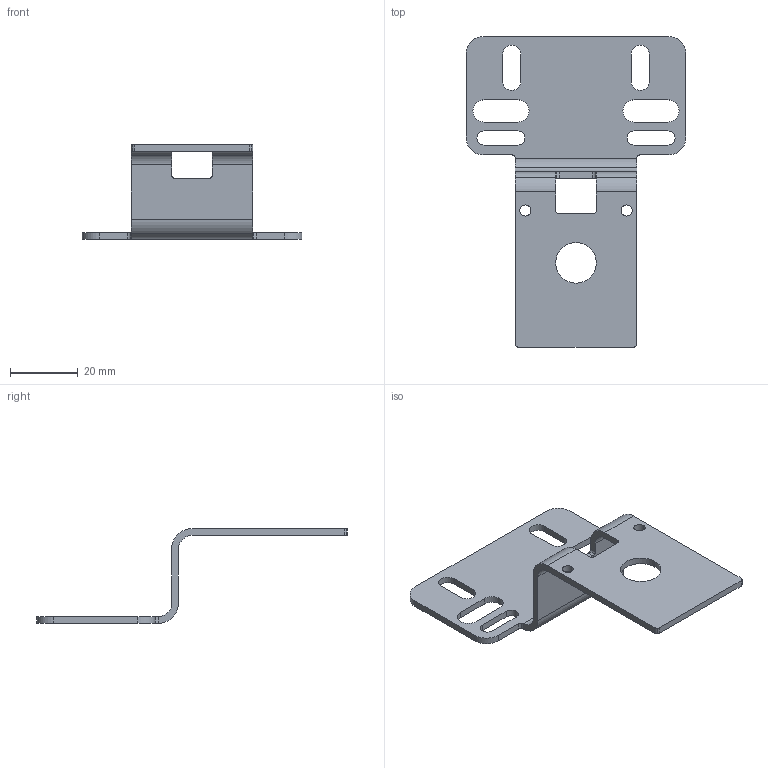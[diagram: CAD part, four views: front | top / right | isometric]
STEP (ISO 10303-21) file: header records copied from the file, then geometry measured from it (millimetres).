
FILE_DESCRIPTION (( 'STEP AP214' ), '1' );
FILE_NAME ('KN-KBW0R.STEP', '2018-08-29T08:32:30', ( '' ), ( '' ), 'SwSTEP 2.0', 'SolidWorks 2018', '' );
FILE_SCHEMA (( 'AUTOMOTIVE_DESIGN' ));
Length unit declared in the file: millimetre
Products named in the file (1): KN-KBW0R
Bounding box: 65 x 92 x 28 mm (x, y, z)
Volume: 8586.2 mm3; surface area: 9942.8 mm2
Topology: 1 solids, 1 shells, 80 faces, 236 edges, 156 vertices
Faces by surface type: cylinder 44, plane 24, bspline 12
Entity records: 2812 total; most frequent: CARTESIAN_POINT 545, DIRECTION 474, ORIENTED_EDGE 472, EDGE_CURVE 236, AXIS2_PLACEMENT_3D 169, VERTEX_POINT 156, LINE 136, VECTOR 136
